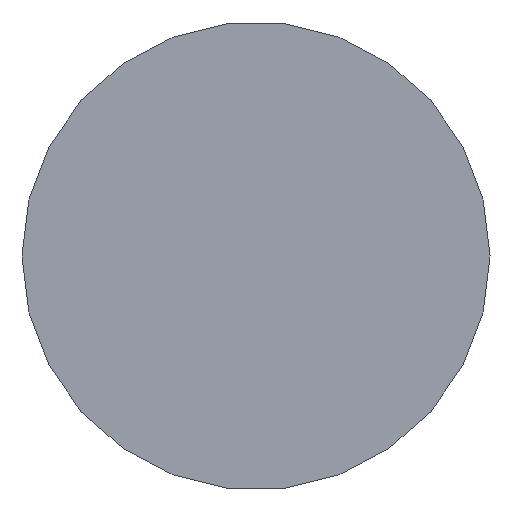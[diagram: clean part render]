
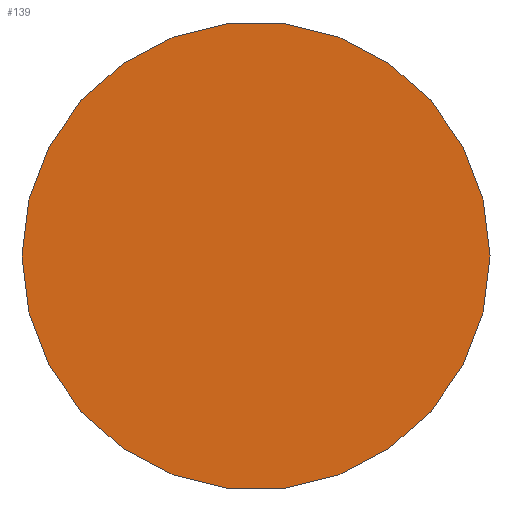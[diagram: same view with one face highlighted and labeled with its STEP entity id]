
A CAD part, left-side view. The second image highlights one B-rep face of the part: STEP entity #139.
In plain terms, the highlighted planar face has unit normal (-1, 0, 0).
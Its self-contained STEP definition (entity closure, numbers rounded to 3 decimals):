
#6 = CARTESIAN_POINT ( 'NONE',  ( -1867.5, 0., 0. ) ) ;
#7 = ORIENTED_EDGE ( 'NONE', *, *, #151, .F. ) ;
#18 = DIRECTION ( 'NONE',  ( 1., 0., 0. ) ) ;
#20 = EDGE_LOOP ( 'NONE', ( #7, #44 ) ) ;
#31 = CARTESIAN_POINT ( 'NONE',  ( -1867.5, 0., 0. ) ) ;
#41 = FACE_OUTER_BOUND ( 'NONE', #20, .T. ) ;
#44 = ORIENTED_EDGE ( 'NONE', *, *, #69, .F. ) ;
#48 = AXIS2_PLACEMENT_3D ( 'NONE', #57, #18, #107 ) ;
#54 = DIRECTION ( 'NONE',  ( 0., 1., 0. ) ) ;
#57 = CARTESIAN_POINT ( 'NONE',  ( -1867.5, 0., 0. ) ) ;
#69 = EDGE_CURVE ( 'NONE', #80, #114, #102, .T. ) ;
#70 = CARTESIAN_POINT ( 'NONE',  ( -1867.5, -6., 0. ) ) ;
#80 = VERTEX_POINT ( 'NONE', #170 ) ;
#81 = DIRECTION ( 'NONE',  ( 1., 0., 0. ) ) ;
#95 = AXIS2_PLACEMENT_3D ( 'NONE', #6, #81, #54 ) ;
#102 = CIRCLE ( 'NONE', #48, 6. ) ;
#107 = DIRECTION ( 'NONE',  ( 0., 1., 0. ) ) ;
#114 = VERTEX_POINT ( 'NONE', #70 ) ;
#117 = AXIS2_PLACEMENT_3D ( 'NONE', #31, #118, #134 ) ;
#118 = DIRECTION ( 'NONE',  ( 1., 0., 0. ) ) ;
#134 = DIRECTION ( 'NONE',  ( 0., 1., 0. ) ) ;
#139 = ADVANCED_FACE ( 'NONE', ( #41 ), #150, .F. ) ;
#150 = PLANE ( 'NONE',  #117 ) ;
#151 = EDGE_CURVE ( 'NONE', #114, #80, #163, .T. ) ;
#163 = CIRCLE ( 'NONE', #95, 6. ) ;
#170 = CARTESIAN_POINT ( 'NONE',  ( -1867.5, 6., 0. ) ) ;
